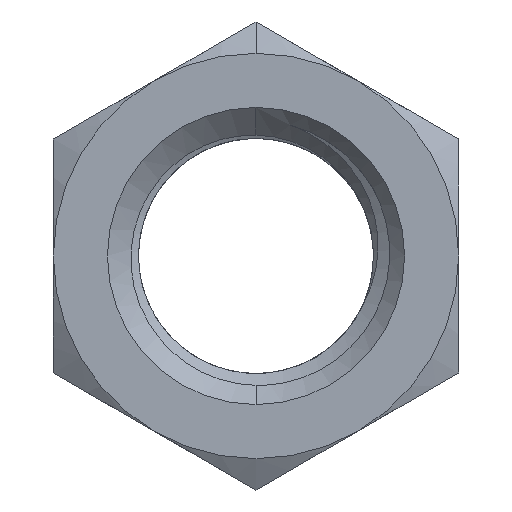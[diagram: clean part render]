
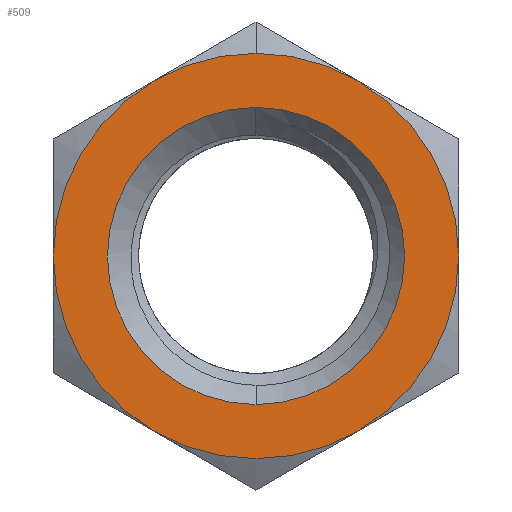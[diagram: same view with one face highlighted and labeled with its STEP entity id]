
A CAD part, front view. The second image highlights one B-rep face of the part: STEP entity #509.
In plain terms, the highlighted planar face has unit normal (0, -1, 0).
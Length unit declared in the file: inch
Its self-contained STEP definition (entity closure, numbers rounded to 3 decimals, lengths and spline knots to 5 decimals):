
#26 = EDGE_LOOP ( 'NONE', ( #114, #1667 ) ) ;
#76 = CARTESIAN_POINT ( 'NONE',  ( -0.1875, -0.1615, -0.32476 ) ) ;
#88 = VERTEX_POINT ( 'NONE', #2250 ) ;
#94 = EDGE_CURVE ( 'NONE', #982, #1507, #2094, .T. ) ;
#114 = ORIENTED_EDGE ( 'NONE', *, *, #1270, .F. ) ;
#122 = CARTESIAN_POINT ( 'NONE',  ( 0.375, -0.1615, 0. ) ) ;
#137 = AXIS2_PLACEMENT_3D ( 'NONE', #1467, #2305, #1696 ) ;
#170 = CIRCLE ( 'NONE', #821, 0.375 ) ;
#181 = DIRECTION ( 'NONE',  ( 0., 1., 0. ) ) ;
#207 = EDGE_LOOP ( 'NONE', ( #2587, #2063, #1545, #847, #1910, #558, #1542 ) ) ;
#229 = CARTESIAN_POINT ( 'NONE',  ( 0., -0.1615, 0. ) ) ;
#233 = CIRCLE ( 'NONE', #2429, 0.375 ) ;
#246 = CARTESIAN_POINT ( 'NONE',  ( 0., -0.1615, 0. ) ) ;
#275 = DIRECTION ( 'NONE',  ( 0., 0., 1. ) ) ;
#325 = FACE_OUTER_BOUND ( 'NONE', #207, .T. ) ;
#338 = CARTESIAN_POINT ( 'NONE',  ( -0.1875, -0.1615, 0.32476 ) ) ;
#354 = CIRCLE ( 'NONE', #1608, 0.375 ) ;
#367 = CARTESIAN_POINT ( 'NONE',  ( 0., -0.1615, 0. ) ) ;
#372 = VERTEX_POINT ( 'NONE', #1633 ) ;
#467 = EDGE_CURVE ( 'NONE', #1600, #815, #2413, .T. ) ;
#483 = DIRECTION ( 'NONE',  ( 0., -1., 0. ) ) ;
#508 = DIRECTION ( 'NONE',  ( 0., 1., 0. ) ) ;
#509 = ADVANCED_FACE ( 'NONE', ( #777, #325 ), #1096, .F. ) ;
#528 = DIRECTION ( 'NONE',  ( 0., -1., 0. ) ) ;
#546 = DIRECTION ( 'NONE',  ( 0., -1., 0. ) ) ;
#552 = CARTESIAN_POINT ( 'NONE',  ( 0., -0.1615, 0. ) ) ;
#558 = ORIENTED_EDGE ( 'NONE', *, *, #825, .T. ) ;
#575 = DIRECTION ( 'NONE',  ( 0., -1., 0. ) ) ;
#608 = CARTESIAN_POINT ( 'NONE',  ( 0., -0.1615, 0. ) ) ;
#739 = AXIS2_PLACEMENT_3D ( 'NONE', #2140, #483, #275 ) ;
#747 = CIRCLE ( 'NONE', #1774, 0.275 ) ;
#760 = VERTEX_POINT ( 'NONE', #2393 ) ;
#774 = EDGE_CURVE ( 'NONE', #88, #760, #747, .T. ) ;
#777 = FACE_BOUND ( 'NONE', #26, .T. ) ;
#815 = VERTEX_POINT ( 'NONE', #338 ) ;
#821 = AXIS2_PLACEMENT_3D ( 'NONE', #367, #575, #1618 ) ;
#825 = EDGE_CURVE ( 'NONE', #980, #889, #233, .T. ) ;
#847 = ORIENTED_EDGE ( 'NONE', *, *, #94, .T. ) ;
#889 = VERTEX_POINT ( 'NONE', #122 ) ;
#951 = CARTESIAN_POINT ( 'NONE',  ( -0.375, -0.1615, 0. ) ) ;
#980 = VERTEX_POINT ( 'NONE', #1167 ) ;
#982 = VERTEX_POINT ( 'NONE', #951 ) ;
#1076 = EDGE_CURVE ( 'NONE', #372, #889, #354, .T. ) ;
#1096 = PLANE ( 'NONE',  #1677 ) ;
#1149 = CARTESIAN_POINT ( 'NONE',  ( 0., -0.1615, 0. ) ) ;
#1167 = CARTESIAN_POINT ( 'NONE',  ( 0.1875, -0.1615, -0.32476 ) ) ;
#1196 = CIRCLE ( 'NONE', #137, 0.275 ) ;
#1250 = EDGE_CURVE ( 'NONE', #1507, #980, #1894, .T. ) ;
#1270 = EDGE_CURVE ( 'NONE', #760, #88, #1196, .T. ) ;
#1350 = DIRECTION ( 'NONE',  ( 0., 0., -1. ) ) ;
#1360 = CARTESIAN_POINT ( 'NONE',  ( 0., -0.1615, 0. ) ) ;
#1461 = DIRECTION ( 'NONE',  ( 0., 0., 1. ) ) ;
#1467 = CARTESIAN_POINT ( 'NONE',  ( 0., -0.1615, 0. ) ) ;
#1507 = VERTEX_POINT ( 'NONE', #76 ) ;
#1542 = ORIENTED_EDGE ( 'NONE', *, *, #1076, .F. ) ;
#1545 = ORIENTED_EDGE ( 'NONE', *, *, #1736, .T. ) ;
#1563 = DIRECTION ( 'NONE',  ( 0., -1., 0. ) ) ;
#1600 = VERTEX_POINT ( 'NONE', #2432 ) ;
#1608 = AXIS2_PLACEMENT_3D ( 'NONE', #608, #181, #2072 ) ;
#1618 = DIRECTION ( 'NONE',  ( 0., 0., 1. ) ) ;
#1633 = CARTESIAN_POINT ( 'NONE',  ( 0.1875, -0.1615, 0.32476 ) ) ;
#1667 = ORIENTED_EDGE ( 'NONE', *, *, #774, .F. ) ;
#1677 = AXIS2_PLACEMENT_3D ( 'NONE', #1753, #508, #1958 ) ;
#1696 = DIRECTION ( 'NONE',  ( 0., 0., -1. ) ) ;
#1736 = EDGE_CURVE ( 'NONE', #815, #982, #170, .T. ) ;
#1753 = CARTESIAN_POINT ( 'NONE',  ( 0., -0.1615, 0. ) ) ;
#1757 = AXIS2_PLACEMENT_3D ( 'NONE', #552, #528, #1993 ) ;
#1774 = AXIS2_PLACEMENT_3D ( 'NONE', #1149, #1563, #1350 ) ;
#1892 = DIRECTION ( 'NONE',  ( 0., -1., 0. ) ) ;
#1894 = CIRCLE ( 'NONE', #2555, 0.375 ) ;
#1910 = ORIENTED_EDGE ( 'NONE', *, *, #1250, .T. ) ;
#1958 = DIRECTION ( 'NONE',  ( 0., 0., 1. ) ) ;
#1961 = DIRECTION ( 'NONE',  ( 0., -1., 0. ) ) ;
#1993 = DIRECTION ( 'NONE',  ( 0., 0., 1. ) ) ;
#2020 = AXIS2_PLACEMENT_3D ( 'NONE', #229, #1961, #2170 ) ;
#2063 = ORIENTED_EDGE ( 'NONE', *, *, #467, .T. ) ;
#2072 = DIRECTION ( 'NONE',  ( 0., 0., 1. ) ) ;
#2086 = EDGE_CURVE ( 'NONE', #372, #1600, #2543, .T. ) ;
#2094 = CIRCLE ( 'NONE', #2020, 0.375 ) ;
#2140 = CARTESIAN_POINT ( 'NONE',  ( 0., -0.1615, 0. ) ) ;
#2170 = DIRECTION ( 'NONE',  ( 0., 0., 1. ) ) ;
#2205 = DIRECTION ( 'NONE',  ( 0., 0., 1. ) ) ;
#2250 = CARTESIAN_POINT ( 'NONE',  ( 0., -0.1615, 0.275 ) ) ;
#2305 = DIRECTION ( 'NONE',  ( 0., -1., 0. ) ) ;
#2393 = CARTESIAN_POINT ( 'NONE',  ( 0., -0.1615, -0.275 ) ) ;
#2413 = CIRCLE ( 'NONE', #739, 0.375 ) ;
#2429 = AXIS2_PLACEMENT_3D ( 'NONE', #1360, #546, #2205 ) ;
#2432 = CARTESIAN_POINT ( 'NONE',  ( 0., -0.1615, 0.375 ) ) ;
#2543 = CIRCLE ( 'NONE', #1757, 0.375 ) ;
#2555 = AXIS2_PLACEMENT_3D ( 'NONE', #246, #1892, #1461 ) ;
#2587 = ORIENTED_EDGE ( 'NONE', *, *, #2086, .T. ) ;
